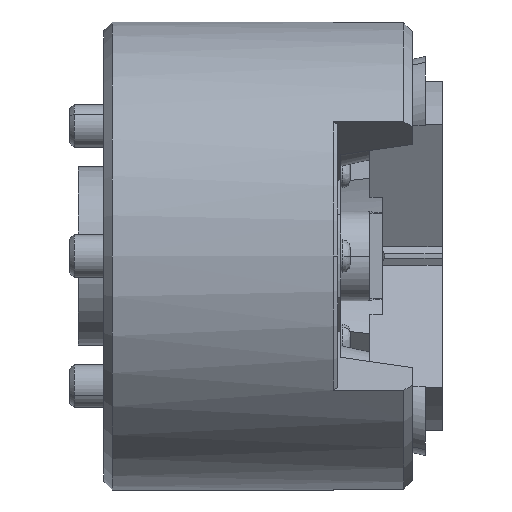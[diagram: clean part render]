
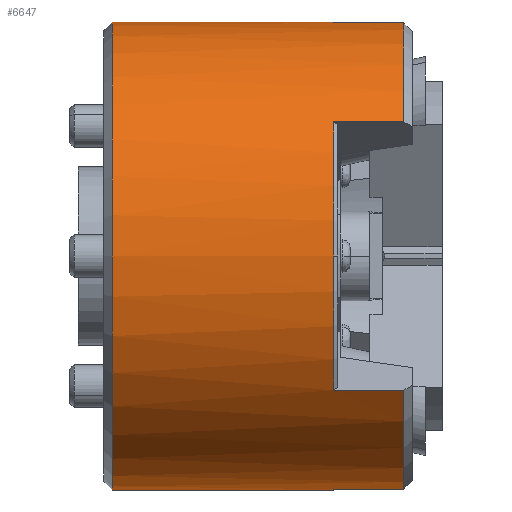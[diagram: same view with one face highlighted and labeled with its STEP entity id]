
A CAD part, front view. The second image highlights one B-rep face of the part: STEP entity #6647.
In plain terms, the highlighted cylindrical face has radius 55 mm (diameter 110 mm), a partial arc.
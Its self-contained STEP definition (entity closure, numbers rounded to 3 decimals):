
#121 = AXIS2_PLACEMENT_3D ( 'NONE', #7328, #7574, #7274 ) ;
#224 = EDGE_CURVE ( 'NONE', #2942, #2348, #6599, .T. ) ;
#298 = EDGE_CURVE ( 'NONE', #2020, #7428, #5520, .T. ) ;
#352 = CIRCLE ( 'NONE', #2111, 55. ) ;
#390 = ORIENTED_EDGE ( 'NONE', *, *, #1010, .F. ) ;
#585 = VERTEX_POINT ( 'NONE', #2783 ) ;
#1010 = EDGE_CURVE ( 'NONE', #6391, #8096, #3709, .T. ) ;
#1064 = DIRECTION ( 'NONE',  ( 0., 0., 1. ) ) ;
#1081 = ORIENTED_EDGE ( 'NONE', *, *, #1925, .T. ) ;
#1141 = AXIS2_PLACEMENT_3D ( 'NONE', #6323, #7610, #7584 ) ;
#1228 = CARTESIAN_POINT ( 'NONE',  ( 54., 0., 55. ) ) ;
#1272 = AXIS2_PLACEMENT_3D ( 'NONE', #3036, #3047, #3066 ) ;
#1471 = CIRCLE ( 'NONE', #6437, 55. ) ;
#1497 = EDGE_CURVE ( 'NONE', #2162, #585, #7109, .T. ) ;
#1584 = VERTEX_POINT ( 'NONE', #1228 ) ;
#1662 = EDGE_CURVE ( 'NONE', #6391, #3768, #2140, .T. ) ;
#1700 = CIRCLE ( 'NONE', #7119, 55. ) ;
#1730 = LINE ( 'NONE', #6628, #3243 ) ;
#1773 = EDGE_CURVE ( 'NONE', #3768, #2942, #4875, .T. ) ;
#1830 = EDGE_CURVE ( 'NONE', #2348, #2162, #6382, .T. ) ;
#1925 = EDGE_CURVE ( 'NONE', #585, #8503, #1700, .T. ) ;
#1970 = ORIENTED_EDGE ( 'NONE', *, *, #1497, .T. ) ;
#1995 = ORIENTED_EDGE ( 'NONE', *, *, #2582, .T. ) ;
#2020 = VERTEX_POINT ( 'NONE', #5525 ) ;
#2084 = EDGE_CURVE ( 'NONE', #8503, #2020, #3905, .T. ) ;
#2111 = AXIS2_PLACEMENT_3D ( 'NONE', #6688, #6697, #6709 ) ;
#2113 = EDGE_CURVE ( 'NONE', #7428, #6359, #7705, .T. ) ;
#2136 = EDGE_CURVE ( 'NONE', #5147, #8096, #352, .T. ) ;
#2140 = CIRCLE ( 'NONE', #1272, 55. ) ;
#2162 = VERTEX_POINT ( 'NONE', #6870 ) ;
#2246 = VECTOR ( 'NONE', #4319, 1000. ) ;
#2348 = VERTEX_POINT ( 'NONE', #7783 ) ;
#2582 = EDGE_CURVE ( 'NONE', #1584, #5147, #1730, .T. ) ;
#2783 = CARTESIAN_POINT ( 'NONE',  ( 54., -55., 0. ) ) ;
#2928 = CARTESIAN_POINT ( 'NONE',  ( 54., -4.794, 54.791 ) ) ;
#2942 = VERTEX_POINT ( 'NONE', #3633 ) ;
#3036 = CARTESIAN_POINT ( 'NONE',  ( 54., 0., 0. ) ) ;
#3047 = DIRECTION ( 'NONE',  ( -1., 0., 0. ) ) ;
#3066 = DIRECTION ( 'NONE',  ( 0., 0., 1. ) ) ;
#3171 = EDGE_CURVE ( 'NONE', #6359, #1584, #1471, .T. ) ;
#3243 = VECTOR ( 'NONE', #7773, 1000. ) ;
#3538 = AXIS2_PLACEMENT_3D ( 'NONE', #7604, #8336, #1064 ) ;
#3591 = CARTESIAN_POINT ( 'NONE',  ( 54., -4.794, -54.791 ) ) ;
#3602 = CARTESIAN_POINT ( 'NONE',  ( 2., 0., 55. ) ) ;
#3633 = CARTESIAN_POINT ( 'NONE',  ( 70.5, -4.794, -54.791 ) ) ;
#3709 = LINE ( 'NONE', #4623, #4083 ) ;
#3768 = VERTEX_POINT ( 'NONE', #3591 ) ;
#3804 = CARTESIAN_POINT ( 'NONE',  ( 0., -4.794, -54.791 ) ) ;
#3810 = CARTESIAN_POINT ( 'NONE',  ( 70.5, -4.794, 54.791 ) ) ;
#3905 = LINE ( 'NONE', #6207, #8372 ) ;
#3959 = DIRECTION ( 'NONE',  ( 1., 0., 0. ) ) ;
#3988 = ORIENTED_EDGE ( 'NONE', *, *, #224, .T. ) ;
#4083 = VECTOR ( 'NONE', #4564, 1000. ) ;
#4299 = CARTESIAN_POINT ( 'NONE',  ( 0., -45.053, -31.547 ) ) ;
#4319 = DIRECTION ( 'NONE',  ( -1., 0., 0. ) ) ;
#4376 = ORIENTED_EDGE ( 'NONE', *, *, #1830, .T. ) ;
#4564 = DIRECTION ( 'NONE',  ( -1., 0., 0. ) ) ;
#4623 = CARTESIAN_POINT ( 'NONE',  ( 0., 0., -55. ) ) ;
#4656 = EDGE_LOOP ( 'NONE', ( #390, #8117, #6367, #3988, #4376, #1970, #1081, #8791, #7169, #7766, #6553, #1995, #7586 ) ) ;
#4819 = CARTESIAN_POINT ( 'NONE',  ( 54., 0., 0. ) ) ;
#4844 = DIRECTION ( 'NONE',  ( -1., 0., 0. ) ) ;
#4875 = LINE ( 'NONE', #3804, #5470 ) ;
#4882 = DIRECTION ( 'NONE',  ( 0., 0., 1. ) ) ;
#5147 = VERTEX_POINT ( 'NONE', #3602 ) ;
#5470 = VECTOR ( 'NONE', #3959, 1000. ) ;
#5520 = CIRCLE ( 'NONE', #1141, 55. ) ;
#5525 = CARTESIAN_POINT ( 'NONE',  ( 70.5, -45.053, 31.547 ) ) ;
#5978 = DIRECTION ( 'NONE',  ( 0., 0., 1. ) ) ;
#5989 = DIRECTION ( 'NONE',  ( -1., 0., 0. ) ) ;
#5990 = CARTESIAN_POINT ( 'NONE',  ( 54., 0., 0. ) ) ;
#6118 = CARTESIAN_POINT ( 'NONE',  ( 54., -45.053, 31.547 ) ) ;
#6207 = CARTESIAN_POINT ( 'NONE',  ( 0., -45.053, 31.547 ) ) ;
#6266 = DIRECTION ( 'NONE',  ( 1., 0., 0. ) ) ;
#6323 = CARTESIAN_POINT ( 'NONE',  ( 70.5, 0., 0. ) ) ;
#6359 = VERTEX_POINT ( 'NONE', #2928 ) ;
#6367 = ORIENTED_EDGE ( 'NONE', *, *, #1773, .T. ) ;
#6382 = LINE ( 'NONE', #4299, #2246 ) ;
#6391 = VERTEX_POINT ( 'NONE', #7932 ) ;
#6437 = AXIS2_PLACEMENT_3D ( 'NONE', #5990, #5989, #5978 ) ;
#6483 = AXIS2_PLACEMENT_3D ( 'NONE', #7027, #8401, #8482 ) ;
#6553 = ORIENTED_EDGE ( 'NONE', *, *, #3171, .T. ) ;
#6599 = CIRCLE ( 'NONE', #3538, 55. ) ;
#6628 = CARTESIAN_POINT ( 'NONE',  ( 0., 0., 55. ) ) ;
#6647 = ADVANCED_FACE ( 'NONE', ( #7641 ), #7663, .T. ) ;
#6688 = CARTESIAN_POINT ( 'NONE',  ( 2., 0., 0. ) ) ;
#6697 = DIRECTION ( 'NONE',  ( 1., 0., 0. ) ) ;
#6709 = DIRECTION ( 'NONE',  ( 0., 0., 1. ) ) ;
#6870 = CARTESIAN_POINT ( 'NONE',  ( 54., -45.053, -31.547 ) ) ;
#7027 = CARTESIAN_POINT ( 'NONE',  ( 54., 0., 0. ) ) ;
#7109 = CIRCLE ( 'NONE', #6483, 55. ) ;
#7119 = AXIS2_PLACEMENT_3D ( 'NONE', #4819, #4844, #4882 ) ;
#7169 = ORIENTED_EDGE ( 'NONE', *, *, #298, .T. ) ;
#7274 = DIRECTION ( 'NONE',  ( 0., 0., 1. ) ) ;
#7328 = CARTESIAN_POINT ( 'NONE',  ( 0., 0., 0. ) ) ;
#7428 = VERTEX_POINT ( 'NONE', #3810 ) ;
#7574 = DIRECTION ( 'NONE',  ( -1., 0., 0. ) ) ;
#7584 = DIRECTION ( 'NONE',  ( 0., 0., 1. ) ) ;
#7586 = ORIENTED_EDGE ( 'NONE', *, *, #2136, .T. ) ;
#7604 = CARTESIAN_POINT ( 'NONE',  ( 70.5, 0., 0. ) ) ;
#7610 = DIRECTION ( 'NONE',  ( -1., 0., 0. ) ) ;
#7641 = FACE_OUTER_BOUND ( 'NONE', #4656, .T. ) ;
#7663 = CYLINDRICAL_SURFACE ( 'NONE', #121, 55. ) ;
#7705 = LINE ( 'NONE', #8850, #8989 ) ;
#7766 = ORIENTED_EDGE ( 'NONE', *, *, #2113, .T. ) ;
#7773 = DIRECTION ( 'NONE',  ( -1., 0., 0. ) ) ;
#7783 = CARTESIAN_POINT ( 'NONE',  ( 70.5, -45.053, -31.547 ) ) ;
#7932 = CARTESIAN_POINT ( 'NONE',  ( 54., 0., -55. ) ) ;
#8096 = VERTEX_POINT ( 'NONE', #8616 ) ;
#8117 = ORIENTED_EDGE ( 'NONE', *, *, #1662, .T. ) ;
#8336 = DIRECTION ( 'NONE',  ( -1., 0., 0. ) ) ;
#8372 = VECTOR ( 'NONE', #6266, 1000. ) ;
#8401 = DIRECTION ( 'NONE',  ( -1., 0., 0. ) ) ;
#8482 = DIRECTION ( 'NONE',  ( 0., 0., 1. ) ) ;
#8503 = VERTEX_POINT ( 'NONE', #6118 ) ;
#8616 = CARTESIAN_POINT ( 'NONE',  ( 2., 0., -55. ) ) ;
#8754 = DIRECTION ( 'NONE',  ( -1., 0., 0. ) ) ;
#8791 = ORIENTED_EDGE ( 'NONE', *, *, #2084, .T. ) ;
#8850 = CARTESIAN_POINT ( 'NONE',  ( 0., -4.794, 54.791 ) ) ;
#8989 = VECTOR ( 'NONE', #8754, 1000. ) ;
